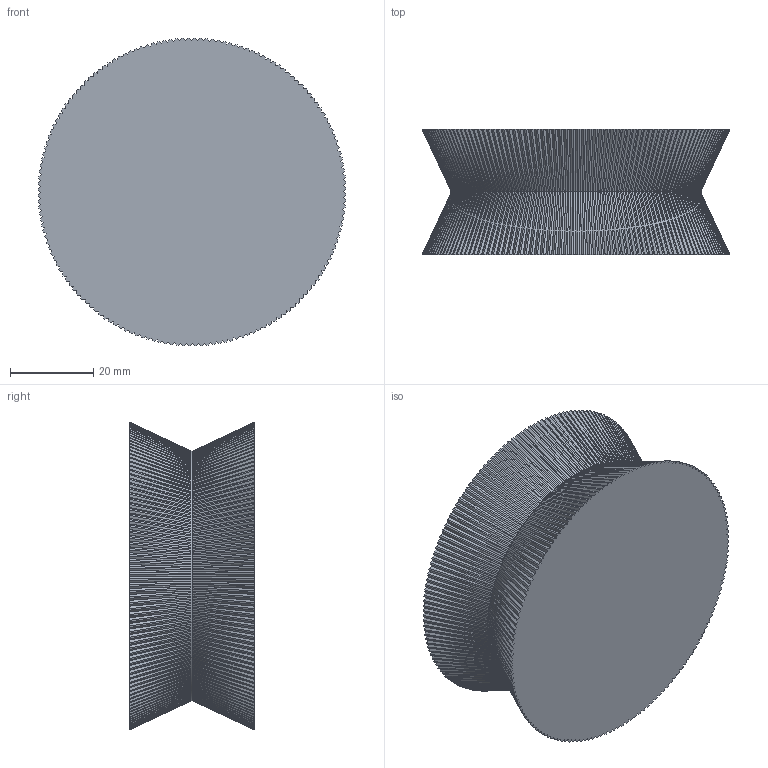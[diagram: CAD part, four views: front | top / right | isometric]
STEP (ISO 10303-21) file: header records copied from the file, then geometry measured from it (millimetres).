
FILE_DESCRIPTION (( 'STEP AP214' ), '1' );
FILE_NAME ('New_Piston_handle.STEP', '2025-05-24T19:52:44', ( '' ), ( '' ), 'SwSTEP 2.0', 'SolidWorks 2024', '' );
FILE_SCHEMA (( 'AUTOMOTIVE_DESIGN' ));
Length unit declared in the file: millimetre
Products named in the file (1): New_Piston_handle
Bounding box: 74.02 x 30 x 74.02 mm (x, y, z)
Volume: 105568.6 mm3; surface area: 16123.6 mm2
Topology: 1 solids, 1 shells, 1282 faces, 3200 edges, 1920 vertices
Faces by surface type: bspline 960, cone 320, plane 2
Entity records: 45647 total; most frequent: CARTESIAN_POINT 18883, ORIENTED_EDGE 6400, DIRECTION 4006, EDGE_CURVE 3200, VERTEX_POINT 1920, VECTOR 1760, LINE 1760, FACE_OUTER_BOUND 1282
